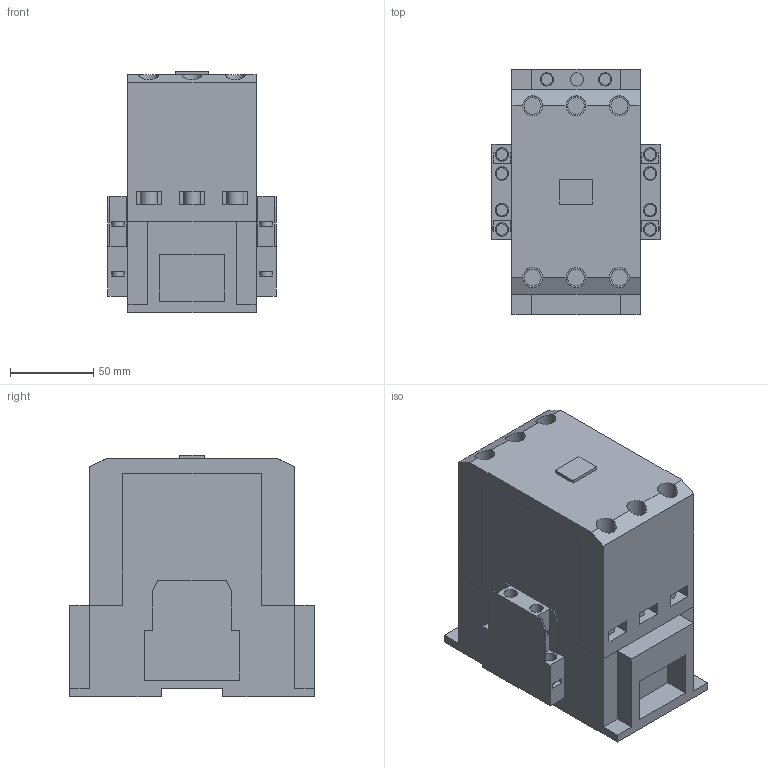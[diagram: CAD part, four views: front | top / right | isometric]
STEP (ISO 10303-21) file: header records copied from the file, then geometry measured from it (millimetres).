
FILE_DESCRIPTION(/* description */ (''),/* implementation_level */ '2;1');
FILE_NAME(/* name */ '416206 v1.step',/* time_stamp */ '2018-06-20T03:47:34+03:00',/* author */ (''),/* organization */ (''),/* preprocessor_version */ 'ST-DEVELOPER v17',/* originating_system */ 'Autodesk Translation Framework v7.1.0.215',/* authorisation */ '');
FILE_SCHEMA (('AUTOMOTIVE_DESIGN { 1 0 10303 214 3 1 1 }'));
Length unit declared in the file: millimetre
Products named in the file (2): 416206; 416206_1
Assembly tree (1 placements, depth 2):
  416206
    416206_1
Bounding box: 101 x 147 x 145 mm (x, y, z)
Volume: 1382694.7 mm3; surface area: 181163.5 mm2
Topology: 21 solids, 21 shells, 293 faces, 686 edges, 440 vertices
Faces by surface type: plane 227, cylinder 66
Entity records: 8361 total; most frequent: CARTESIAN_POINT 1422, DIRECTION 1418, ORIENTED_EDGE 1372, EDGE_CURVE 686, LINE 546, VECTOR 546, VERTEX_POINT 440, AXIS2_PLACEMENT_3D 436
